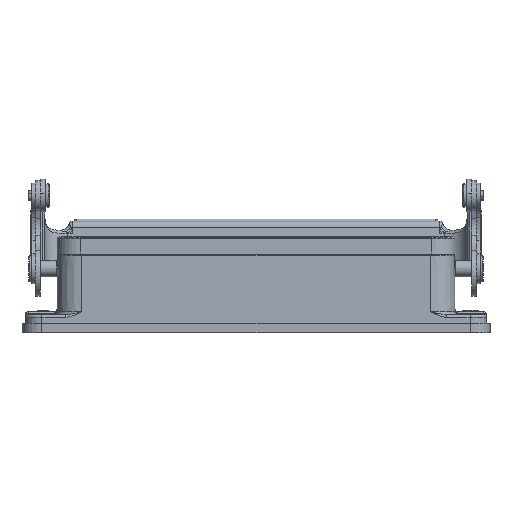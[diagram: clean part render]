
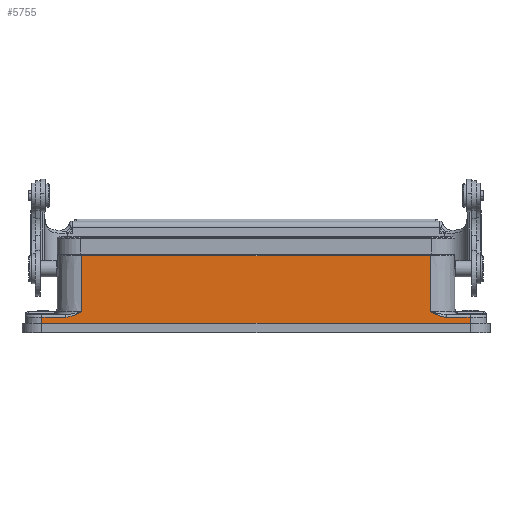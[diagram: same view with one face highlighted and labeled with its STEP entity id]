
A CAD part, front view. The second image highlights one B-rep face of the part: STEP entity #5755.
In plain terms, the highlighted planar face has unit normal (0, -1, 0.009).
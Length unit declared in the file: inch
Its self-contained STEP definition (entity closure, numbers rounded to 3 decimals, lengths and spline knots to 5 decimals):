
#2726=LINE('',#37294,#4228);
#2887=LINE('',#38451,#4389);
#2910=LINE('',#38798,#4412);
#2919=LINE('',#38848,#4421);
#2921=LINE('',#38853,#4423);
#2945=LINE('',#38976,#4447);
#2965=LINE('',#39401,#4467);
#2966=LINE('',#39403,#4468);
#4228=VECTOR('',#28238,1.);
#4389=VECTOR('',#28999,1.);
#4412=VECTOR('',#29128,1.);
#4421=VECTOR('',#29159,1.);
#4423=VECTOR('',#29165,1.);
#4447=VECTOR('',#29273,1.);
#4467=VECTOR('',#29377,1.);
#4468=VECTOR('',#29380,1.);
#5755=ADVANCED_FACE('',(#7636),#6706,.F.);
#6706=PLANE('',#25125);
#7636=FACE_OUTER_BOUND('',#9005,.T.);
#9005=EDGE_LOOP('',(#13303,#13304,#13305,#13306,#13307,#13308,#13309,#13310,
#13311,#13312));
#13303=ORIENTED_EDGE('',*,*,#20510,.T.);
#13304=ORIENTED_EDGE('',*,*,#21066,.T.);
#13305=ORIENTED_EDGE('',*,*,#21008,.F.);
#13306=ORIENTED_EDGE('',*,*,#21006,.T.);
#13307=ORIENTED_EDGE('',*,*,#20952,.T.);
#13308=ORIENTED_EDGE('',*,*,#20955,.F.);
#13309=ORIENTED_EDGE('',*,*,#20933,.T.);
#13310=ORIENTED_EDGE('',*,*,#20866,.T.);
#13311=ORIENTED_EDGE('',*,*,#20863,.T.);
#13312=ORIENTED_EDGE('',*,*,#21065,.T.);
#17699=VERTEX_POINT('',#37289);
#17701=VERTEX_POINT('',#37295);
#17909=VERTEX_POINT('',#38358);
#17913=VERTEX_POINT('',#38381);
#17915=VERTEX_POINT('',#38452);
#17951=VERTEX_POINT('',#38799);
#17958=VERTEX_POINT('',#38843);
#17960=VERTEX_POINT('',#38847);
#17995=VERTEX_POINT('',#38977);
#17996=VERTEX_POINT('',#38992);
#20510=EDGE_CURVE('',#17701,#17699,#2726,.T.);
#20863=EDGE_CURVE('',#17913,#17909,#23204,.T.);
#20866=EDGE_CURVE('',#17915,#17913,#2887,.T.);
#20933=EDGE_CURVE('',#17951,#17915,#2910,.T.);
#20952=EDGE_CURVE('',#17958,#17960,#2919,.T.);
#20955=EDGE_CURVE('',#17951,#17960,#2921,.T.);
#21006=EDGE_CURVE('',#17995,#17958,#2945,.T.);
#21008=EDGE_CURVE('',#17995,#17996,#23234,.T.);
#21065=EDGE_CURVE('',#17909,#17701,#2965,.T.);
#21066=EDGE_CURVE('',#17699,#17996,#2966,.T.);
#23204=B_SPLINE_CURVE_WITH_KNOTS('',3,(#38369,#38370,#38371,#38372,#38373,
#38374,#38375,#38376,#38377,#38378,#38379,#38380),.UNSPECIFIED.,.F.,.F.,
(4,2,2,2,2,4),(0.,0.25,0.375,0.5,0.75,
1.),.UNSPECIFIED.);
#23234=B_SPLINE_CURVE_WITH_KNOTS('',3,(#38983,#38984,#38985,#38986,#38987,
#38988,#38989,#38990,#38991),.UNSPECIFIED.,.F.,.F.,(4,1,1,1,1,1,4),(0.,
0.125,0.25,0.375,0.5,0.75,
1.),.UNSPECIFIED.);
#25125=AXIS2_PLACEMENT_3D('',#39404,#29381,#29382);
#28238=DIRECTION('',(-1.,0.,0.));
#28999=DIRECTION('',(-1.,0.,0.));
#29128=DIRECTION('',(0.,0.009,1.));
#29159=DIRECTION('',(0.,-0.009,-1.));
#29165=DIRECTION('',(-1.,0.,0.));
#29273=DIRECTION('',(-1.,0.,0.));
#29377=DIRECTION('',(0.,0.009,1.));
#29380=DIRECTION('',(0.,-0.009,-1.));
#29381=DIRECTION('',(0.,1.,-0.009));
#29382=DIRECTION('',(0.,-0.009,-1.));
#37289=CARTESIAN_POINT('',(0.70866,1.14049,-2.64054));
#37294=CARTESIAN_POINT('',(4.84252,1.14049,-2.64054));
#37295=CARTESIAN_POINT('',(4.84252,1.14049,-2.64054));
#38358=CARTESIAN_POINT('',(4.84252,1.13468,-3.30627));
#38369=CARTESIAN_POINT('',(5.03411,1.13414,-3.36871));
#38370=CARTESIAN_POINT('',(5.02897,1.13413,-3.36982));
#38371=CARTESIAN_POINT('',(5.01957,1.13413,-3.36932));
#38372=CARTESIAN_POINT('',(4.99659,1.13417,-3.36536));
#38373=CARTESIAN_POINT('',(4.98821,1.13418,-3.36354));
#38374=CARTESIAN_POINT('',(4.96831,1.13423,-3.35846));
#38375=CARTESIAN_POINT('',(4.95701,1.13426,-3.35522));
#38376=CARTESIAN_POINT('',(4.93346,1.13432,-3.3479));
#38377=CARTESIAN_POINT('',(4.92187,1.13436,-3.34329));
#38378=CARTESIAN_POINT('',(4.89206,1.13448,-3.33006));
#38379=CARTESIAN_POINT('',(4.87058,1.13456,-3.31993));
#38380=CARTESIAN_POINT('',(4.84252,1.13468,-3.30627));
#38381=CARTESIAN_POINT('',(5.03411,1.13414,-3.36871));
#38451=CARTESIAN_POINT('',(5.31496,1.13414,-3.36871));
#38452=CARTESIAN_POINT('',(5.31496,1.13414,-3.36871));
#38798=CARTESIAN_POINT('',(5.31496,1.13304,-3.49497));
#38799=CARTESIAN_POINT('',(5.31496,1.13304,-3.49497));
#38843=CARTESIAN_POINT('',(0.23622,1.13414,-3.36871));
#38847=CARTESIAN_POINT('',(0.23622,1.13304,-3.49497));
#38848=CARTESIAN_POINT('',(0.23622,1.13414,-3.36871));
#38853=CARTESIAN_POINT('',(5.31496,1.13304,-3.49497));
#38976=CARTESIAN_POINT('',(0.51708,1.13414,-3.36871));
#38977=CARTESIAN_POINT('',(0.51708,1.13414,-3.36871));
#38983=CARTESIAN_POINT('',(0.51708,1.13414,-3.36871));
#38984=CARTESIAN_POINT('',(0.52563,1.13414,-3.36871));
#38985=CARTESIAN_POINT('',(0.54255,1.13415,-3.36754));
#38986=CARTESIAN_POINT('',(0.56742,1.13419,-3.36303));
#38987=CARTESIAN_POINT('',(0.59196,1.13425,-3.35642));
#38988=CARTESIAN_POINT('',(0.62412,1.13434,-3.34537));
#38989=CARTESIAN_POINT('',(0.66299,1.13449,-3.32865));
#38990=CARTESIAN_POINT('',(0.69344,1.13462,-3.31373));
#38991=CARTESIAN_POINT('',(0.70866,1.13468,-3.30627));
#38992=CARTESIAN_POINT('',(0.70866,1.13468,-3.30627));
#39401=CARTESIAN_POINT('',(4.84252,1.13468,-3.30627));
#39403=CARTESIAN_POINT('',(0.70866,1.14049,-2.64054));
#39404=CARTESIAN_POINT('',(2.77559,1.13677,-3.06775));
